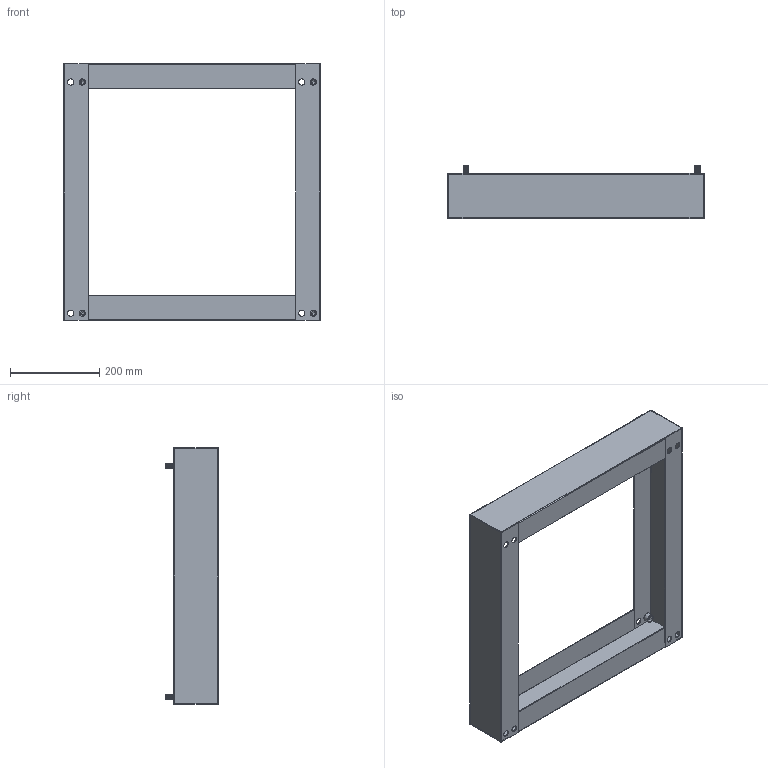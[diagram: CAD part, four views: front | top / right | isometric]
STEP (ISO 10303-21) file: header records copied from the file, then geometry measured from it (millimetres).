
FILE_DESCRIPTION (( 'STEP AP203' ), '1' );
FILE_NAME ('R5ZEA661.step', '2011-04-21T10:04:00', ( 'User' ), ( 'DKC' ), 'SwSTEP 2.0', 'SolidWorks 2011', '' );
FILE_SCHEMA (( 'CONFIG_CONTROL_DESIGN' ));
Length unit declared in the file: millimetre
Products named in the file (4): front square zoccole R5ZEA_R5ZEA661; side square zoccole R5ZEA_R5ZEA661; Capscrew with recessed hexahedron M12 x 20_ISO 4762 M12 x 20 --- 20S; R5ZEA661
Assembly tree (8 placements, depth 2):
  R5ZEA661
    front square zoccole R5ZEA_R5ZEA661  x2
    Capscrew with recessed hexahedron M12 x 20_ISO 4762 M12 x 20 --- 20S  x4
    side square zoccole R5ZEA_R5ZEA661  x2
Bounding box: 575 x 118 x 575 mm (x, y, z)
Volume: 906725.4 mm3; surface area: 912241.4 mm2
Topology: 8 solids, 8 shells, 452 faces, 1120 edges, 684 vertices
Faces by surface type: cone 160, plane 148, cylinder 128, torus 16
Entity records: 4928 total; most frequent: DIRECTION 840, CARTESIAN_POINT 739, ORIENTED_EDGE 720, EDGE_CURVE 360, AXIS2_PLACEMENT_3D 322, VERTEX_POINT 221, LINE 196, VECTOR 196
